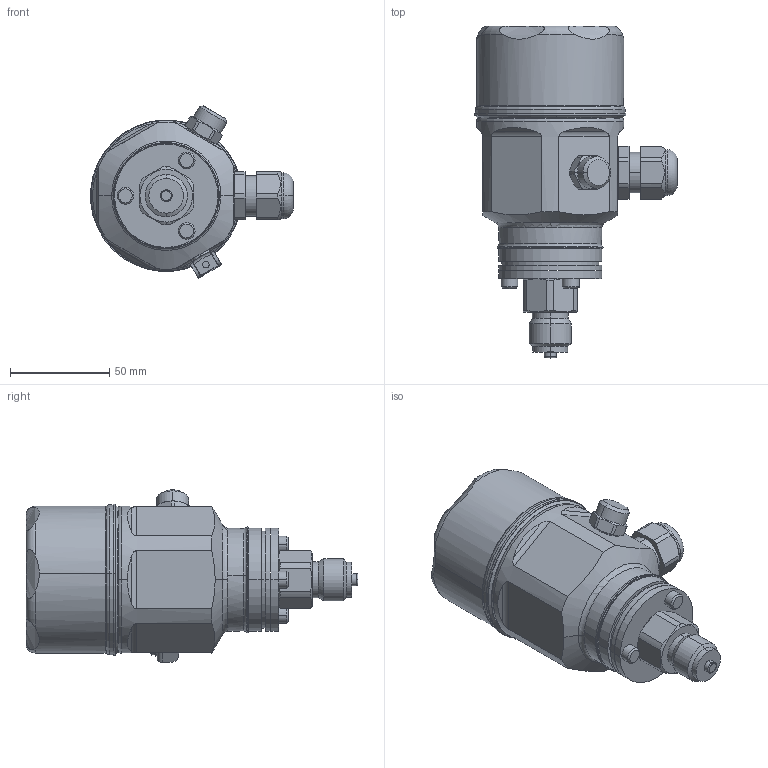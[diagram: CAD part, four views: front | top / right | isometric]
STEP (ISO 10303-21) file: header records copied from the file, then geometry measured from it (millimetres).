
FILE_DESCRIPTION((''),'2;1');
FILE_NAME('DM_CAD-2130_SW0001','2015-06-23T',('Creinig-se'),(''),'PRO/ENGINEER BY PARAMETRIC TECHNOLOGY CORPORATION, 2013050','PRO/ENGINEER BY PARAMETRIC TECHNOLOGY CORPORATION, 2013050','');
FILE_SCHEMA(('CONFIG_CONTROL_DESIGN'));
Length unit declared in the file: millimetre
Products named in the file (1): DM_CAD-2130_SW0001
Bounding box: 101.95 x 167.01 x 86.73 mm (x, y, z)
Volume: 492706.9 mm3; surface area: 51319.4 mm2
Topology: 2 solids, 2 shells, 268 faces, 663 edges, 425 vertices
Faces by surface type: cylinder 108, plane 92, cone 44, torus 22, sphere 2
Entity records: 12840 total; most frequent: CARTESIAN_POINT 4261, ORIENTED_EDGE 1322, DIRECTION 1307, EDGE_CURVE 661, AXIS2_PLACEMENT_3D 521, VERTEX_POINT 425, FILL_AREA_STYLE_COLOUR 331, FILL_AREA_STYLE 331
